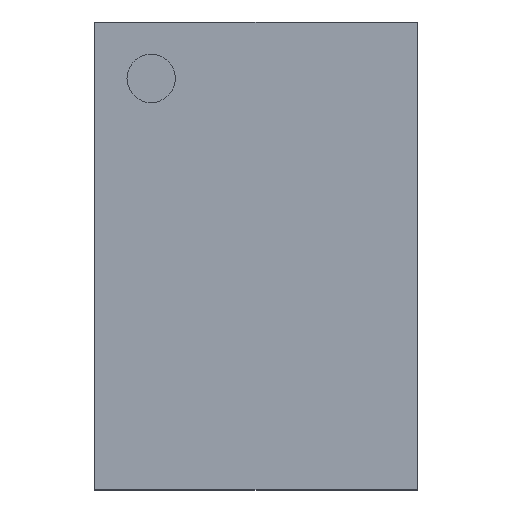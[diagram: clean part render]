
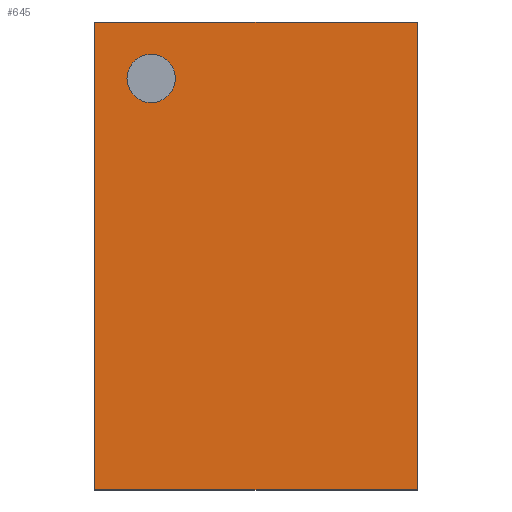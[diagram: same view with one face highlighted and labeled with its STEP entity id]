
A CAD part, top view. The second image highlights one B-rep face of the part: STEP entity #645.
In plain terms, the highlighted planar face has unit normal (0, 0, 1).
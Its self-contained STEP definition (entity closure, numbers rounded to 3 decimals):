
#13=DIRECTION('',(0.,0.,1.));
#126=VECTOR('',#127,1.);
#127=DIRECTION('',(1.,0.,0.));
#133=VECTOR('',#134,1.);
#134=DIRECTION('',(0.,-1.,0.));
#294=VERTEX_POINT('',#295);
#295=CARTESIAN_POINT('',(-0.5,0.725,0.52));
#300=VERTEX_POINT('',#301);
#301=CARTESIAN_POINT('',(0.5,0.725,0.52));
#303=ORIENTED_EDGE('',*,*,#304,.F.);
#304=EDGE_CURVE('',#294,#300,#305,.T.);
#305=LINE('',#295,#126);
#312=EDGE_CURVE('',#300,#313,#315,.T.);
#313=VERTEX_POINT('',#314);
#314=CARTESIAN_POINT('',(0.5,-0.725,0.52));
#315=LINE('',#301,#133);
#326=ORIENTED_EDGE('',*,*,#327,.T.);
#327=EDGE_CURVE('',#294,#328,#330,.T.);
#328=VERTEX_POINT('',#329);
#329=CARTESIAN_POINT('',(-0.5,-0.725,0.52));
#330=LINE('',#295,#133);
#341=EDGE_CURVE('',#328,#313,#342,.T.);
#342=LINE('',#329,#126);
#645=ADVANCED_FACE('',(#646,#650),#660,.T.);
#646=FACE_BOUND('',#647,.T.);
#647=EDGE_LOOP('',(#303,#326,#648,#649));
#648=ORIENTED_EDGE('',*,*,#341,.T.);
#649=ORIENTED_EDGE('',*,*,#312,.F.);
#650=FACE_BOUND('',#651,.T.);
#651=EDGE_LOOP('',(#652));
#652=ORIENTED_EDGE('',*,*,#653,.T.);
#653=EDGE_CURVE('',#654,#654,#656,.T.);
#654=VERTEX_POINT('',#655);
#655=CARTESIAN_POINT('',(-0.325,0.475,0.52));
#656=CIRCLE('',#657,0.075);
#657=AXIS2_PLACEMENT_3D('',#658,#659,#134);
#658=CARTESIAN_POINT('',(-0.325,0.55,0.52));
#659=DIRECTION('',(0.,-0.,-1.));
#660=PLANE('',#661);
#661=AXIS2_PLACEMENT_3D('',#295,#13,#134);
